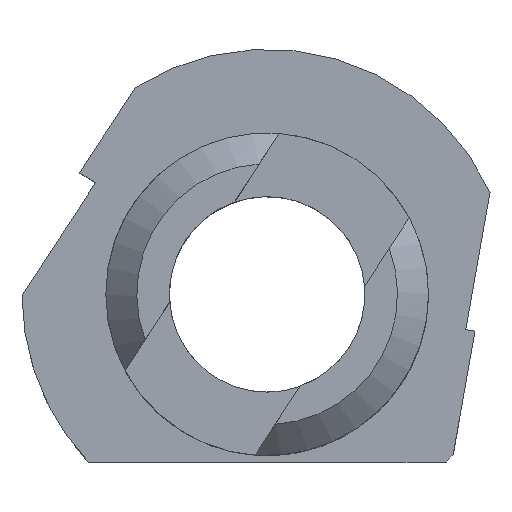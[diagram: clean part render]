
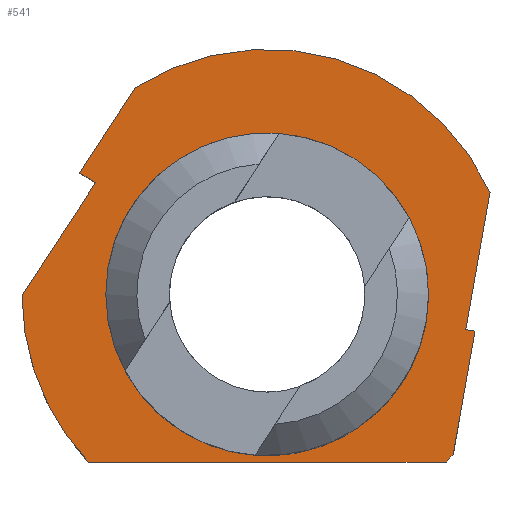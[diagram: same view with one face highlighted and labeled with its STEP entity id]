
A CAD part, top view. The second image highlights one B-rep face of the part: STEP entity #541.
In plain terms, the highlighted planar face has unit normal (0, 0, 1).
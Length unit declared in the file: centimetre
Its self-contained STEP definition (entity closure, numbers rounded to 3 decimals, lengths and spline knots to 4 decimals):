
#24=PLANE('',#584);
#49=FACE_BOUND('',#111,.T.);
#71=FACE_OUTER_BOUND('',#110,.T.);
#110=EDGE_LOOP('',(#399,#400,#401,#402,#403,#404,#405,#406,#407,#408));
#111=EDGE_LOOP('',(#409));
#150=LINE('',#897,#190);
#151=LINE('',#899,#191);
#152=LINE('',#901,#192);
#153=LINE('',#905,#193);
#154=LINE('',#909,#194);
#155=LINE('',#911,#195);
#156=LINE('',#913,#196);
#190=VECTOR('',#662,1.6256);
#191=VECTOR('',#663,0.3);
#192=VECTOR('',#664,2.1708);
#193=VECTOR('',#667,5.7663);
#194=VECTOR('',#670,2.0106);
#195=VECTOR('',#671,0.15);
#196=VECTOR('',#672,2.245);
#234=CIRCLE('',#583,2.6);
#235=CIRCLE('',#585,3.95);
#236=CIRCLE('',#586,3.95);
#237=CIRCLE('',#587,3.95);
#266=VERTEX_POINT('',#892);
#267=VERTEX_POINT('',#895);
#268=VERTEX_POINT('',#896);
#269=VERTEX_POINT('',#898);
#270=VERTEX_POINT('',#900);
#271=VERTEX_POINT('',#902);
#272=VERTEX_POINT('',#904);
#273=VERTEX_POINT('',#906);
#274=VERTEX_POINT('',#908);
#275=VERTEX_POINT('',#910);
#276=VERTEX_POINT('',#912);
#320=EDGE_CURVE('',#266,#266,#234,.T.);
#321=EDGE_CURVE('',#267,#268,#150,.T.);
#322=EDGE_CURVE('',#268,#269,#151,.T.);
#323=EDGE_CURVE('',#269,#270,#152,.T.);
#324=EDGE_CURVE('',#270,#271,#235,.T.);
#325=EDGE_CURVE('',#271,#272,#153,.T.);
#326=EDGE_CURVE('',#272,#273,#236,.T.);
#327=EDGE_CURVE('',#273,#274,#154,.T.);
#328=EDGE_CURVE('',#274,#275,#155,.T.);
#329=EDGE_CURVE('',#275,#276,#156,.T.);
#330=EDGE_CURVE('',#276,#267,#237,.T.);
#399=ORIENTED_EDGE('',*,*,#321,.T.);
#400=ORIENTED_EDGE('',*,*,#322,.T.);
#401=ORIENTED_EDGE('',*,*,#323,.T.);
#402=ORIENTED_EDGE('',*,*,#324,.T.);
#403=ORIENTED_EDGE('',*,*,#325,.T.);
#404=ORIENTED_EDGE('',*,*,#326,.T.);
#405=ORIENTED_EDGE('',*,*,#327,.T.);
#406=ORIENTED_EDGE('',*,*,#328,.T.);
#407=ORIENTED_EDGE('',*,*,#329,.T.);
#408=ORIENTED_EDGE('',*,*,#330,.T.);
#409=ORIENTED_EDGE('',*,*,#320,.T.);
#541=ADVANCED_FACE('',(#71,#49),#24,.T.);
#583=AXIS2_PLACEMENT_3D('',#893,#658,#659);
#584=AXIS2_PLACEMENT_3D('',#894,#660,#661);
#585=AXIS2_PLACEMENT_3D('',#903,#665,#666);
#586=AXIS2_PLACEMENT_3D('',#907,#668,#669);
#587=AXIS2_PLACEMENT_3D('',#914,#673,#674);
#658=DIRECTION('center_axis',(0.,0.,-1.));
#659=DIRECTION('ref_axis',(-1.,0.,0.));
#660=DIRECTION('center_axis',(0.,0.,1.));
#661=DIRECTION('ref_axis',(1.,0.,0.));
#662=DIRECTION('',(-0.545,-0.839,0.));
#663=DIRECTION('',(0.839,-0.545,0.));
#664=DIRECTION('',(-0.545,-0.839,0.));
#665=DIRECTION('center_axis',(0.,0.,1.));
#666=DIRECTION('ref_axis',(-1.,-0.006,0.));
#667=DIRECTION('',(1.,0.,0.));
#668=DIRECTION('center_axis',(0.,0.,1.));
#669=DIRECTION('ref_axis',(0.73,-0.684,0.));
#670=DIRECTION('',(0.174,0.985,0.));
#671=DIRECTION('',(-0.985,0.174,0.));
#672=DIRECTION('',(0.174,0.985,0.));
#673=DIRECTION('center_axis',(0.,0.,1.));
#674=DIRECTION('ref_axis',(0.909,0.417,0.));
#892=CARTESIAN_POINT('',(-2.4203,-0.625,1.2));
#893=CARTESIAN_POINT('Origin',(0.1797,-0.625,1.2));
#894=CARTESIAN_POINT('Origin',(-4.1472,-3.6575,1.2));
#895=CARTESIAN_POINT('',(-1.9541,2.699,1.2));
#896=CARTESIAN_POINT('',(-2.8395,1.3357,1.2));
#897=CARTESIAN_POINT('',(-1.9541,2.699,1.2));
#898=CARTESIAN_POINT('',(-2.5879,1.1723,1.2));
#899=CARTESIAN_POINT('',(-2.8395,1.3357,1.2));
#900=CARTESIAN_POINT('',(-3.7702,-0.6483,1.2));
#901=CARTESIAN_POINT('',(-2.5879,1.1723,1.2));
#902=CARTESIAN_POINT('',(-2.7034,-3.325,1.2));
#903=CARTESIAN_POINT('Origin',(0.1797,-0.625,1.2));
#904=CARTESIAN_POINT('',(3.0629,-3.325,1.2));
#905=CARTESIAN_POINT('',(-2.7034,-3.325,1.2));
#906=CARTESIAN_POINT('',(3.1789,-3.1955,1.2));
#907=CARTESIAN_POINT('Origin',(0.1797,-0.625,1.2));
#908=CARTESIAN_POINT('',(3.5281,-1.2154,1.2));
#909=CARTESIAN_POINT('',(3.1789,-3.1955,1.2));
#910=CARTESIAN_POINT('',(3.3804,-1.1894,1.2));
#911=CARTESIAN_POINT('',(3.5281,-1.2154,1.2));
#912=CARTESIAN_POINT('',(3.7702,1.0215,1.2));
#913=CARTESIAN_POINT('',(3.3804,-1.1894,1.2));
#914=CARTESIAN_POINT('Origin',(0.1797,-0.625,1.2));
